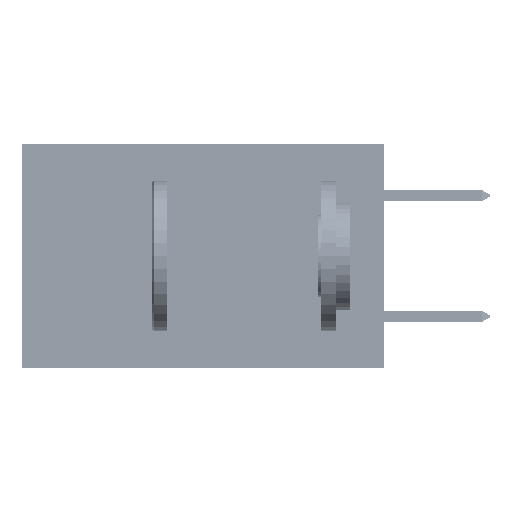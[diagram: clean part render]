
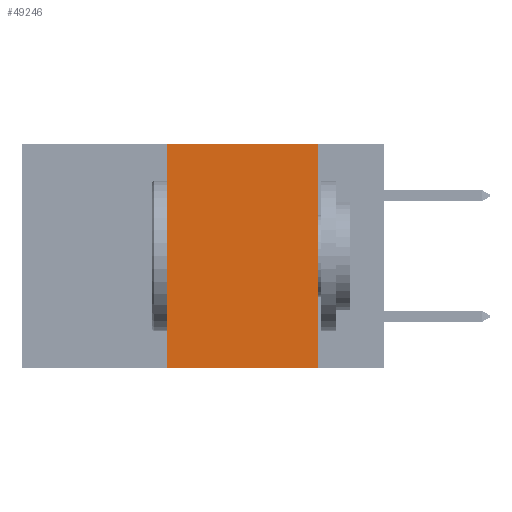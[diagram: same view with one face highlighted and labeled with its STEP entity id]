
A CAD part, left-side view. The second image highlights one B-rep face of the part: STEP entity #49246.
In plain terms, the highlighted planar face has unit normal (-1, 0, 0).
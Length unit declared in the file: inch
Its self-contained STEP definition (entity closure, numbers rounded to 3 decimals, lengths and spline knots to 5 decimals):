
#212 = EDGE_LOOP ( 'NONE', ( #31904, #50209, #13328, #14764 ) ) ;
#214 = AXIS2_PLACEMENT_3D ( 'NONE', #32402, #24651, #48851 ) ;
#326 = VECTOR ( 'NONE', #17413, 39.37008 ) ;
#4212 = PLANE ( 'NONE',  #214 ) ;
#6192 = EDGE_CURVE ( 'NONE', #11414, #18376, #17903, .T. ) ;
#9064 = CARTESIAN_POINT ( 'NONE',  ( 0., 0.6, 0. ) ) ;
#11414 = VERTEX_POINT ( 'NONE', #49693 ) ;
#13328 = ORIENTED_EDGE ( 'NONE', *, *, #43672, .F. ) ;
#14764 = ORIENTED_EDGE ( 'NONE', *, *, #19188, .T. ) ;
#17413 = DIRECTION ( 'NONE',  ( 0., 0., -1. ) ) ;
#17903 = LINE ( 'NONE', #9064, #50573 ) ;
#18376 = VERTEX_POINT ( 'NONE', #51291 ) ;
#19188 = EDGE_CURVE ( 'NONE', #26172, #49008, #50886, .T. ) ;
#20333 = DIRECTION ( 'NONE',  ( 0., -1., 0. ) ) ;
#20884 = VECTOR ( 'NONE', #23757, 39.37008 ) ;
#23757 = DIRECTION ( 'NONE',  ( 0., 0., 1. ) ) ;
#24651 = DIRECTION ( 'NONE',  ( 1., 0., 0. ) ) ;
#26172 = VERTEX_POINT ( 'NONE', #35251 ) ;
#26524 = CARTESIAN_POINT ( 'NONE',  ( 0., 0.11, -0.37 ) ) ;
#28974 = DIRECTION ( 'NONE',  ( 0., -1., 0. ) ) ;
#31904 = ORIENTED_EDGE ( 'NONE', *, *, #34427, .F. ) ;
#32402 = CARTESIAN_POINT ( 'NONE',  ( 0., 0.6, 0. ) ) ;
#32463 = LINE ( 'NONE', #49679, #326 ) ;
#34427 = EDGE_CURVE ( 'NONE', #18376, #49008, #32463, .T. ) ;
#35251 = CARTESIAN_POINT ( 'NONE',  ( 0., 0.36, -0.37 ) ) ;
#43362 = VECTOR ( 'NONE', #20333, 39.37008 ) ;
#43672 = EDGE_CURVE ( 'NONE', #26172, #11414, #51674, .T. ) ;
#43864 = CARTESIAN_POINT ( 'NONE',  ( 0., 0.6, -0.37 ) ) ;
#43940 = CARTESIAN_POINT ( 'NONE',  ( 0., 0.36, 0. ) ) ;
#48851 = DIRECTION ( 'NONE',  ( 0., 0., -1. ) ) ;
#49008 = VERTEX_POINT ( 'NONE', #26524 ) ;
#49246 = ADVANCED_FACE ( 'NONE', ( #50961 ), #4212, .F. ) ;
#49679 = CARTESIAN_POINT ( 'NONE',  ( 0., 0.11, 0. ) ) ;
#49693 = CARTESIAN_POINT ( 'NONE',  ( 0., 0.36, 0. ) ) ;
#50209 = ORIENTED_EDGE ( 'NONE', *, *, #6192, .F. ) ;
#50573 = VECTOR ( 'NONE', #28974, 39.37008 ) ;
#50886 = LINE ( 'NONE', #43864, #43362 ) ;
#50961 = FACE_OUTER_BOUND ( 'NONE', #212, .T. ) ;
#51291 = CARTESIAN_POINT ( 'NONE',  ( 0., 0.11, 0. ) ) ;
#51674 = LINE ( 'NONE', #43940, #20884 ) ;
